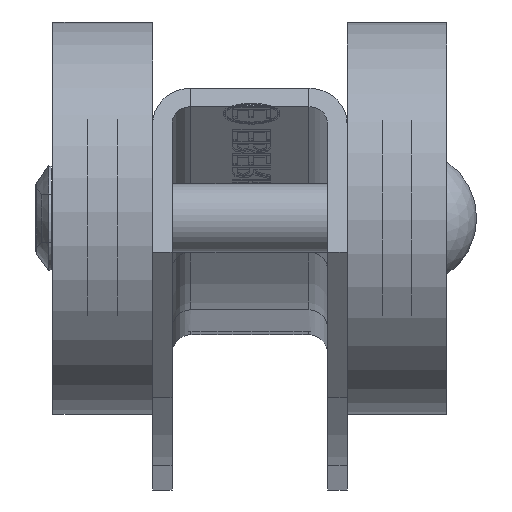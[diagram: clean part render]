
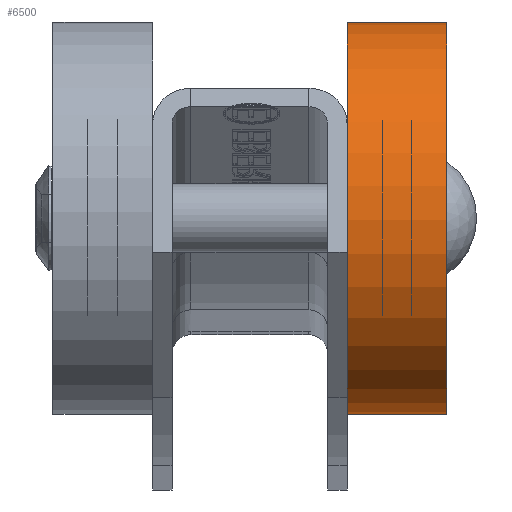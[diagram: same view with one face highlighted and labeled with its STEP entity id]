
A CAD part, top view. The second image highlights one B-rep face of the part: STEP entity #6500.
In plain terms, the highlighted cylindrical face has radius 15.875 mm (diameter 31.75 mm), a full revolution.
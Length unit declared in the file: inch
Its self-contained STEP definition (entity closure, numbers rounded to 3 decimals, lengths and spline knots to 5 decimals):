
#6466=CARTESIAN_POINT('',(-0.66436,0.56205,33.06553));
#6467=VERTEX_POINT('',#6466);
#6468=CARTESIAN_POINT('',(-0.66436,0.6635,33.68224));
#6469=DIRECTION('',(1.0,0.,0.));
#6470=DIRECTION('',(0.,-0.162,-0.987));
#6471=AXIS2_PLACEMENT_3D('',#6468,#6469,#6470);
#6472=CIRCLE('',#6471,0.625);
#6473=EDGE_CURVE('',#6467,#6467,#6472,.T.);
#6481=CARTESIAN_POINT('',(-0.50561,0.6635,33.68224));
#6482=DIRECTION('',(1.0,0.,0.));
#6483=DIRECTION('',(0.,-0.162,-0.987));
#6484=AXIS2_PLACEMENT_3D('',#6481,#6482,#6483);
#6485=CYLINDRICAL_SURFACE('',#6484,0.625);
#6486=CARTESIAN_POINT('',(-0.34686,0.56205,33.06553));
#6487=VERTEX_POINT('',#6486);
#6488=CARTESIAN_POINT('',(-0.34686,0.6635,33.68224));
#6489=DIRECTION('',(1.0,0.,0.));
#6490=DIRECTION('',(0.,-0.162,-0.987));
#6491=AXIS2_PLACEMENT_3D('',#6488,#6489,#6490);
#6492=CIRCLE('',#6491,0.625);
#6493=EDGE_CURVE('',#6487,#6487,#6492,.T.);
#6494=ORIENTED_EDGE('',*,*,#6493,.F.);
#6495=EDGE_LOOP('',(#6494));
#6496=FACE_OUTER_BOUND('',#6495,.T.);
#6497=ORIENTED_EDGE('',*,*,#6473,.T.);
#6498=EDGE_LOOP('',(#6497));
#6499=FACE_BOUND('',#6498,.T.);
#6500=ADVANCED_FACE('',(#6496,#6499),#6485,.T.);
